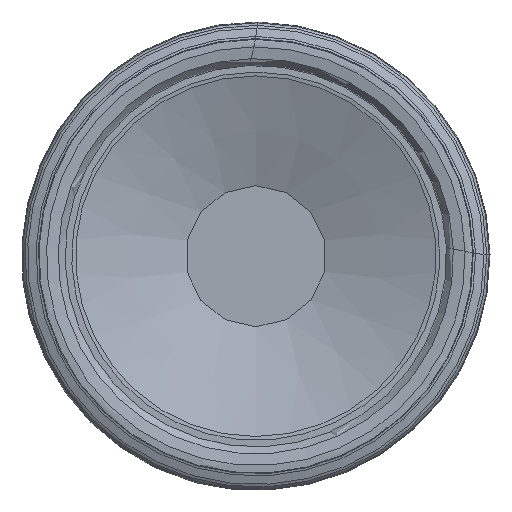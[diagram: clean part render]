
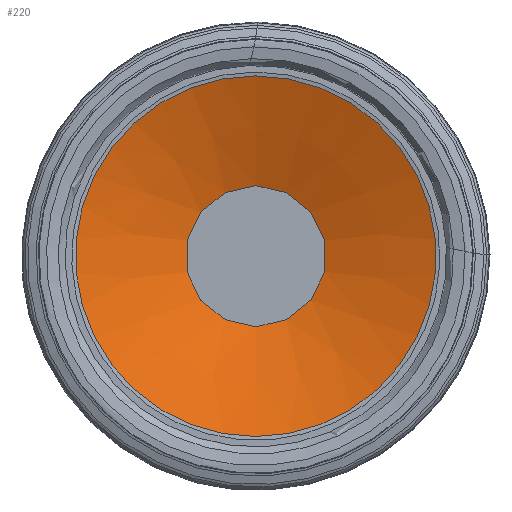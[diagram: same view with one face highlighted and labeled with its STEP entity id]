
A CAD part, left-side view. The second image highlights one B-rep face of the part: STEP entity #220.
In plain terms, the highlighted conical face has half-angle 70 degrees and reference radius 24.252 mm.
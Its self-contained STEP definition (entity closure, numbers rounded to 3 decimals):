
#205=CONICAL_SURFACE('',#882,24.251,70.);
#220=ADVANCED_FACE('',(#306,#307),#205,.F.);
#306=FACE_BOUND('',#340,.T.);
#307=FACE_BOUND('',#341,.T.);
#340=EDGE_LOOP('',(#420));
#341=EDGE_LOOP('',(#421));
#420=ORIENTED_EDGE('',*,*,#681,.F.);
#421=ORIENTED_EDGE('',*,*,#680,.T.);
#618=VERTEX_POINT('',#1243);
#619=VERTEX_POINT('',#1246);
#680=EDGE_CURVE('',#618,#618,#786,.T.);
#681=EDGE_CURVE('',#619,#619,#787,.T.);
#786=CIRCLE('',#879,24.251);
#787=CIRCLE('',#881,9.487);
#879=AXIS2_PLACEMENT_3D('',#1242,#1006,#1007);
#881=AXIS2_PLACEMENT_3D('',#1245,#1010,#1011);
#882=AXIS2_PLACEMENT_3D('',#1247,#1012,#1013);
#1006=DIRECTION('',(-1.,0.,0.));
#1007=DIRECTION('',(0.,0.,1.));
#1010=DIRECTION('',(-1.,0.,0.));
#1011=DIRECTION('',(0.,0.,1.));
#1012=DIRECTION('',(-1.,0.,0.));
#1013=DIRECTION('',(0.,0.,1.));
#1242=CARTESIAN_POINT('',(1.29,0.,0.));
#1243=CARTESIAN_POINT('',(1.29,0.,24.251));
#1245=CARTESIAN_POINT('',(6.664,0.,0.));
#1246=CARTESIAN_POINT('',(6.664,0.,9.487));
#1247=CARTESIAN_POINT('',(1.29,0.,0.));
